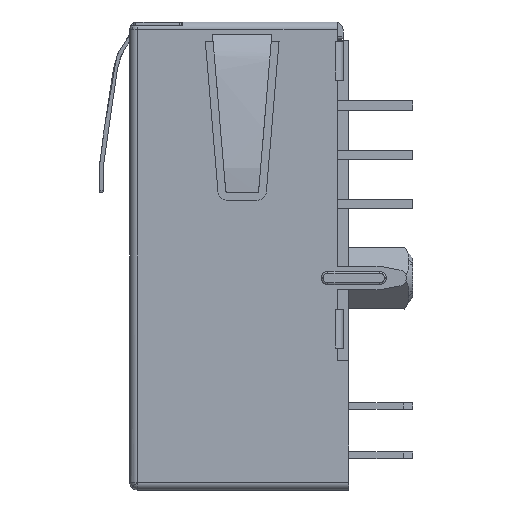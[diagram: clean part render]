
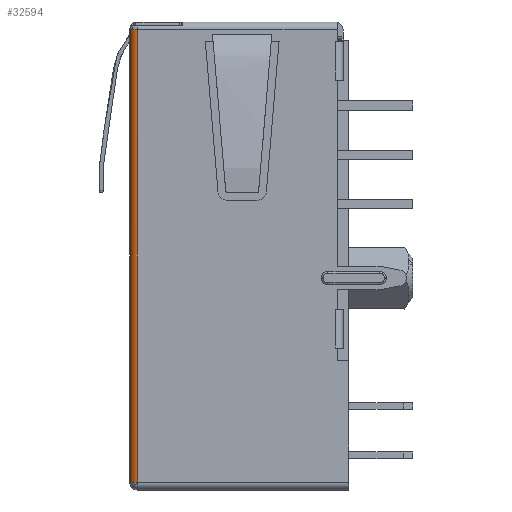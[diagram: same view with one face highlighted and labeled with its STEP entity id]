
A CAD part, left-side view. The second image highlights one B-rep face of the part: STEP entity #32594.
In plain terms, the highlighted cylindrical face has radius 0.4 mm (diameter 0.8 mm), a partial arc.
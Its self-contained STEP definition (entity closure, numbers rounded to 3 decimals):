
#684 = CIRCLE ( 'NONE', #9313, 0.4 ) ;
#1289 = DIRECTION ( 'NONE',  ( 0., 0., 1. ) ) ;
#1840 = CIRCLE ( 'NONE', #4544, 0.4 ) ;
#1852 = DIRECTION ( 'NONE',  ( 0., 1., 0. ) ) ;
#2145 = VERTEX_POINT ( 'NONE', #26738 ) ;
#4395 = AXIS2_PLACEMENT_3D ( 'NONE', #24532, #22332, #1852 ) ;
#4544 = AXIS2_PLACEMENT_3D ( 'NONE', #29628, #1289, #14414 ) ;
#5165 = CARTESIAN_POINT ( 'NONE',  ( 1.583, 14.348, -0.4 ) ) ;
#5376 = CARTESIAN_POINT ( 'NONE',  ( 1.983, 14.748, -0.4 ) ) ;
#5535 = LINE ( 'NONE', #5376, #16715 ) ;
#5901 = DIRECTION ( 'NONE',  ( 0., 0., -1. ) ) ;
#5974 = ORIENTED_EDGE ( 'NONE', *, *, #16428, .F. ) ;
#8373 = DIRECTION ( 'NONE',  ( 0., 0., -1. ) ) ;
#8448 = CYLINDRICAL_SURFACE ( 'NONE', #24436, 0.4 ) ;
#9313 = AXIS2_PLACEMENT_3D ( 'NONE', #31313, #8373, #18595 ) ;
#9388 = CARTESIAN_POINT ( 'NONE',  ( 1.7, 14.631, -0.4 ) ) ;
#9650 = EDGE_CURVE ( 'NONE', #20368, #14757, #684, .T. ) ;
#11420 = CARTESIAN_POINT ( 'NONE',  ( 1.583, 14.348, -0.4 ) ) ;
#11611 = VERTEX_POINT ( 'NONE', #9388 ) ;
#14414 = DIRECTION ( 'NONE',  ( 0., 1., 0. ) ) ;
#14757 = VERTEX_POINT ( 'NONE', #25115 ) ;
#15796 = DIRECTION ( 'NONE',  ( 0., 0., -1. ) ) ;
#16428 = EDGE_CURVE ( 'NONE', #29881, #20368, #18237, .T. ) ;
#16698 = CARTESIAN_POINT ( 'NONE',  ( 1.583, 14.348, -23.73 ) ) ;
#16715 = VECTOR ( 'NONE', #15796, 1000. ) ;
#18237 = LINE ( 'NONE', #5165, #19502 ) ;
#18595 = DIRECTION ( 'NONE',  ( -1., 0., 0. ) ) ;
#19502 = VECTOR ( 'NONE', #23079, 1000. ) ;
#20368 = VERTEX_POINT ( 'NONE', #16698 ) ;
#20930 = EDGE_CURVE ( 'NONE', #2145, #14757, #5535, .T. ) ;
#21295 = ORIENTED_EDGE ( 'NONE', *, *, #9650, .F. ) ;
#21635 = EDGE_CURVE ( 'NONE', #11611, #29881, #23131, .T. ) ;
#22332 = DIRECTION ( 'NONE',  ( 0., 0., 1. ) ) ;
#23079 = DIRECTION ( 'NONE',  ( 0., 0., -1. ) ) ;
#23131 = CIRCLE ( 'NONE', #4395, 0.4 ) ;
#24363 = ORIENTED_EDGE ( 'NONE', *, *, #20930, .T. ) ;
#24436 = AXIS2_PLACEMENT_3D ( 'NONE', #28877, #5901, #30895 ) ;
#24532 = CARTESIAN_POINT ( 'NONE',  ( 1.983, 14.348, -0.4 ) ) ;
#24760 = EDGE_LOOP ( 'NONE', ( #29992, #24363, #21295, #5974, #30437 ) ) ;
#25115 = CARTESIAN_POINT ( 'NONE',  ( 1.983, 14.748, -23.73 ) ) ;
#26738 = CARTESIAN_POINT ( 'NONE',  ( 1.983, 14.748, -0.4 ) ) ;
#28877 = CARTESIAN_POINT ( 'NONE',  ( 1.983, 14.348, 31.456 ) ) ;
#29100 = EDGE_CURVE ( 'NONE', #2145, #11611, #1840, .T. ) ;
#29628 = CARTESIAN_POINT ( 'NONE',  ( 1.983, 14.348, -0.4 ) ) ;
#29881 = VERTEX_POINT ( 'NONE', #11420 ) ;
#29992 = ORIENTED_EDGE ( 'NONE', *, *, #29100, .F. ) ;
#30437 = ORIENTED_EDGE ( 'NONE', *, *, #21635, .F. ) ;
#30895 = DIRECTION ( 'NONE',  ( -1., 0., 0. ) ) ;
#31313 = CARTESIAN_POINT ( 'NONE',  ( 1.983, 14.348, -23.73 ) ) ;
#31397 = FACE_OUTER_BOUND ( 'NONE', #24760, .T. ) ;
#32594 = ADVANCED_FACE ( 'NONE', ( #31397 ), #8448, .T. ) ;
